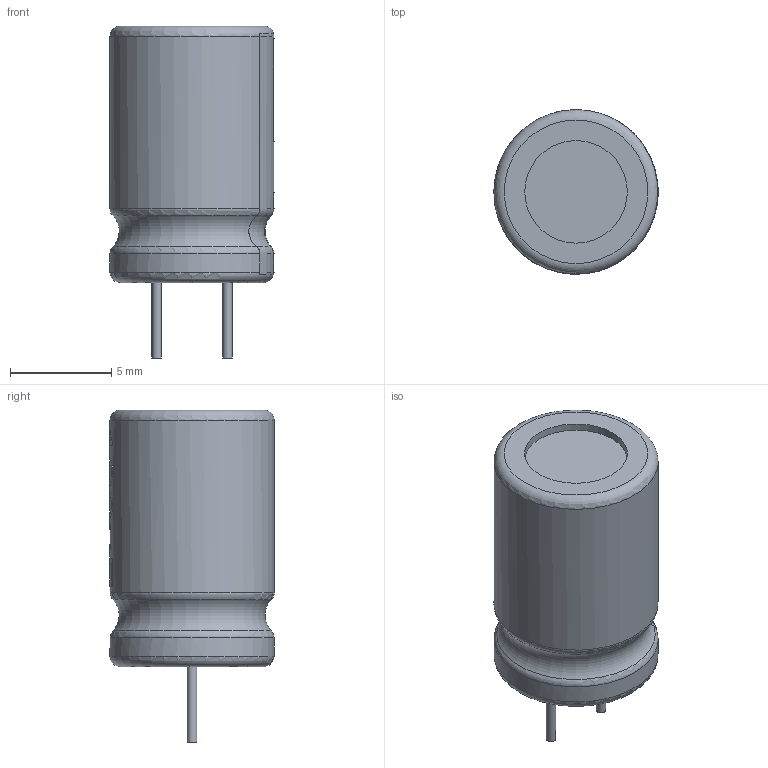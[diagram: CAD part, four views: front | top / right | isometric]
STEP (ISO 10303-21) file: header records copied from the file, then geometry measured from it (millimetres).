
FILE_DESCRIPTION(/* description */ (''),/* implementation_level */ '2;1');
FILE_NAME(/* name */ 'CAPTH100-50.stp',/* time_stamp */ '2017-08-10T08:40:20-04:00',/* author */ ('jstrelchuk'),/* organization */ (''),/* preprocessor_version */ 'ST-DEVELOPER v16.1',/* originating_system */ 'Autodesk Inventor 2016',/* authorisation */ '');
FILE_SCHEMA (('AUTOMOTIVE_DESIGN { 1 0 10303 214 3 1 1 }'));
Length unit declared in the file: inch
Products named in the file (1): CAPTH100-50
Bounding box: 8.12 x 8.13 x 16.43 mm (x, y, z)
Volume: 628.6 mm3; surface area: 443.4 mm2
Topology: 1 solids, 1 shells, 144 faces, 378 edges, 252 vertices
Faces by surface type: bspline 57, plane 47, cylinder 23, torus 17
Full cylindrical faces by diameter (mm): 0.47 x2, 5.08 x2
Entity records: 5908 total; most frequent: CARTESIAN_POINT 2698, ORIENTED_EDGE 740, DIRECTION 468, EDGE_CURVE 370, VERTEX_POINT 250, EDGE_LOOP 166, AXIS2_PLACEMENT_3D 160, B_SPLINE_CURVE_WITH_KNOTS 150
